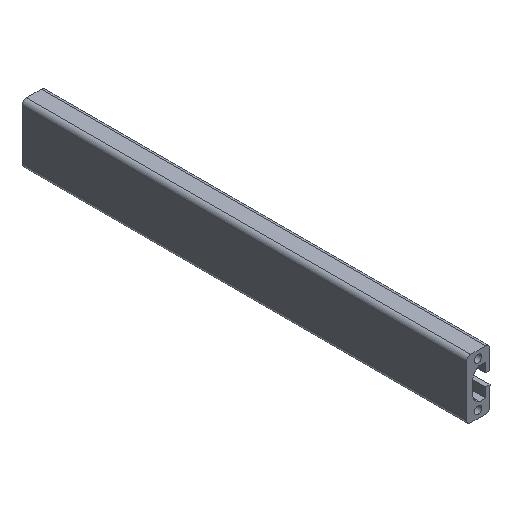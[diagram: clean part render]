
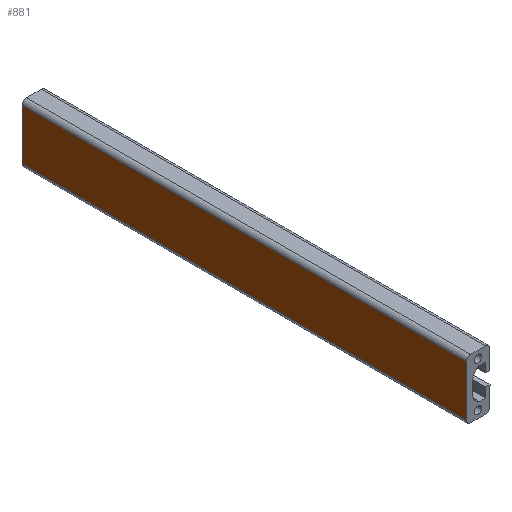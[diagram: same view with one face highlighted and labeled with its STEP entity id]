
A CAD part, isometric view. The second image highlights one B-rep face of the part: STEP entity #881.
In plain terms, the highlighted face is planar.
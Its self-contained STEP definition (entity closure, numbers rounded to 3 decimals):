
#1 = DIRECTION ( 'NONE',  ( 0., 1., 0. ) ) ;
#6 = LINE ( 'NONE', #13, #487 ) ;
#13 = CARTESIAN_POINT ( 'NONE',  ( 8., -17., -300. ) ) ;
#114 = LINE ( 'NONE', #116, #538 ) ;
#116 = CARTESIAN_POINT ( 'NONE',  ( 8., -17., 0. ) ) ;
#124 = DIRECTION ( 'NONE',  ( 0., 1., 0. ) ) ;
#132 = LINE ( 'NONE', #136, #566 ) ;
#136 = CARTESIAN_POINT ( 'NONE',  ( 8., -17., -300. ) ) ;
#140 = DIRECTION ( 'NONE',  ( 0., 0., 1. ) ) ;
#159 = LINE ( 'NONE', #164, #554 ) ;
#164 = CARTESIAN_POINT ( 'NONE',  ( 8., 17., -300. ) ) ;
#165 = DIRECTION ( 'NONE',  ( 0., 0., 1. ) ) ;
#286 = PLANE ( 'NONE',  #475 ) ;
#301 = FACE_OUTER_BOUND ( 'NONE', #618, .T. ) ;
#304 = DIRECTION ( 'NONE',  ( 1., 0., 0. ) ) ;
#305 = DIRECTION ( 'NONE',  ( 0., 1., 0. ) ) ;
#324 = CARTESIAN_POINT ( 'NONE',  ( 8., -17., -300. ) ) ;
#475 = AXIS2_PLACEMENT_3D ( 'NONE', #324, #304, #305 ) ;
#487 = VECTOR ( 'NONE', #1, 1000. ) ;
#538 = VECTOR ( 'NONE', #124, 1000. ) ;
#554 = VECTOR ( 'NONE', #165, 1000. ) ;
#566 = VECTOR ( 'NONE', #140, 1000. ) ;
#593 = CARTESIAN_POINT ( 'NONE',  ( 8., -17., 0. ) ) ;
#595 = CARTESIAN_POINT ( 'NONE',  ( 8., 17., -300. ) ) ;
#602 = CARTESIAN_POINT ( 'NONE',  ( 8., 17., 0. ) ) ;
#618 = EDGE_LOOP ( 'NONE', ( #720, #749, #714, #721 ) ) ;
#714 = ORIENTED_EDGE ( 'NONE', *, *, #924, .T. ) ;
#720 = ORIENTED_EDGE ( 'NONE', *, *, #956, .F. ) ;
#721 = ORIENTED_EDGE ( 'NONE', *, *, #972, .T. ) ;
#749 = ORIENTED_EDGE ( 'NONE', *, *, #966, .F. ) ;
#798 = VERTEX_POINT ( 'NONE', #861 ) ;
#817 = VERTEX_POINT ( 'NONE', #593 ) ;
#824 = VERTEX_POINT ( 'NONE', #595 ) ;
#827 = VERTEX_POINT ( 'NONE', #602 ) ;
#861 = CARTESIAN_POINT ( 'NONE',  ( 8., -17., -300. ) ) ;
#881 = ADVANCED_FACE ( 'PLANAR_11', ( #301 ), #286, .T. ) ;
#924 = EDGE_CURVE ( 'NONE', #798, #824, #6, .T. ) ;
#956 = EDGE_CURVE ( 'NONE', #817, #827, #114, .T. ) ;
#966 = EDGE_CURVE ( 'NONE', #798, #817, #132, .T. ) ;
#972 = EDGE_CURVE ( 'NONE', #824, #827, #159, .T. ) ;
